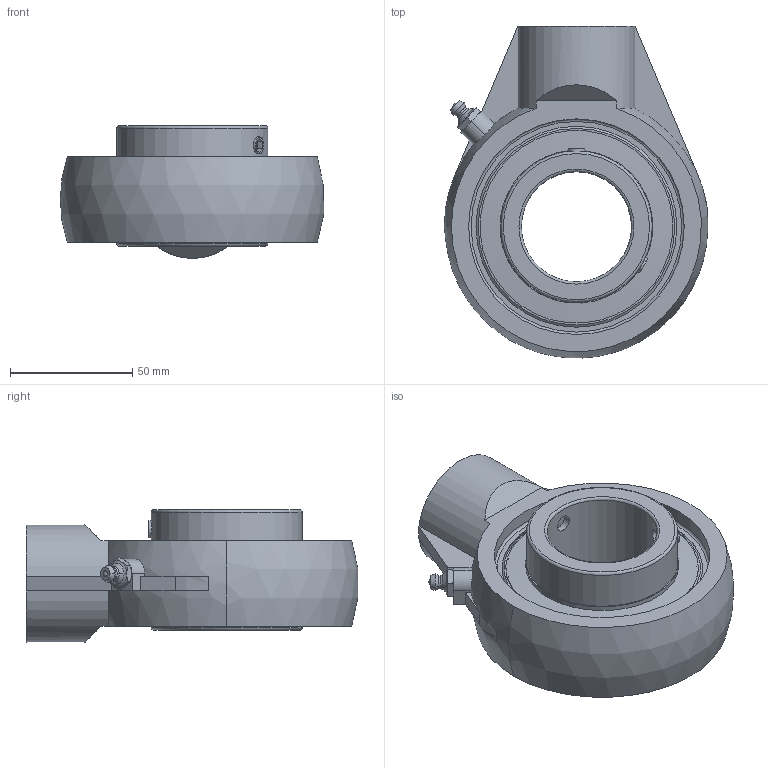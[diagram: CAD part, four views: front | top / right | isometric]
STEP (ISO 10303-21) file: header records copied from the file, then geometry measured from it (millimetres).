
FILE_DESCRIPTION(('HOOPS Exchange Step'),'2;1');
FILE_NAME('export-F49BE1A2-1372-491B-8CB3-1C435A2142D6.stp','2019-12-13T13:37:51-08:00',('ibuslach'),('Alibre'),'HOOPS Exchange 2019.2','Alibre','Unknown authorisation');
FILE_SCHEMA( ('AP242_MANAGED_MODEL_BASED_3D_ENGINEERING_MIM_LF {1 0 10303 442 1 1 4 }') );
Length unit declared in the file: centimetre
Products named in the file (7): MRN SHA 209; ZERK 6mm; SUC 209 RACES; SUC 209 SHIELD; SUC 209 SS; MRN SUC 209; MRN SUCHA 209
Assembly tree (8 placements, depth 3):
  MRN SUCHA 209
    MRN SHA 209
    ZERK 6mm
    MRN SUC 209
      SUC 209 RACES
      SUC 209 SHIELD  x2
      SUC 209 SS  x2
Bounding box: 107.66 x 135.62 x 54.18 mm (x, y, z)
Volume: 236166.4 mm3; surface area: 78706.1 mm2
Topology: 8 solids, 8 shells, 171 faces, 443 edges, 286 vertices
Faces by surface type: plane 65, cylinder 42, cone 32, torus 17, sphere 11, bspline 4
Full cylindrical faces by diameter (mm): 1.482 x2, 6 x2, 6.782 x4, 25.4 x1, 45 x1, 61.722 x4, 62.484 x2, 76.652 x2, 78.74 x2, 88.104 x1, 90.104 x1
Entity records: 8042 total; most frequent: CARTESIAN_POINT 4050, DIRECTION 864, ORIENTED_EDGE 782, EDGE_CURVE 391, AXIS2_PLACEMENT_3D 367, VERTEX_POINT 255, CIRCLE 194, EDGE_LOOP 176
